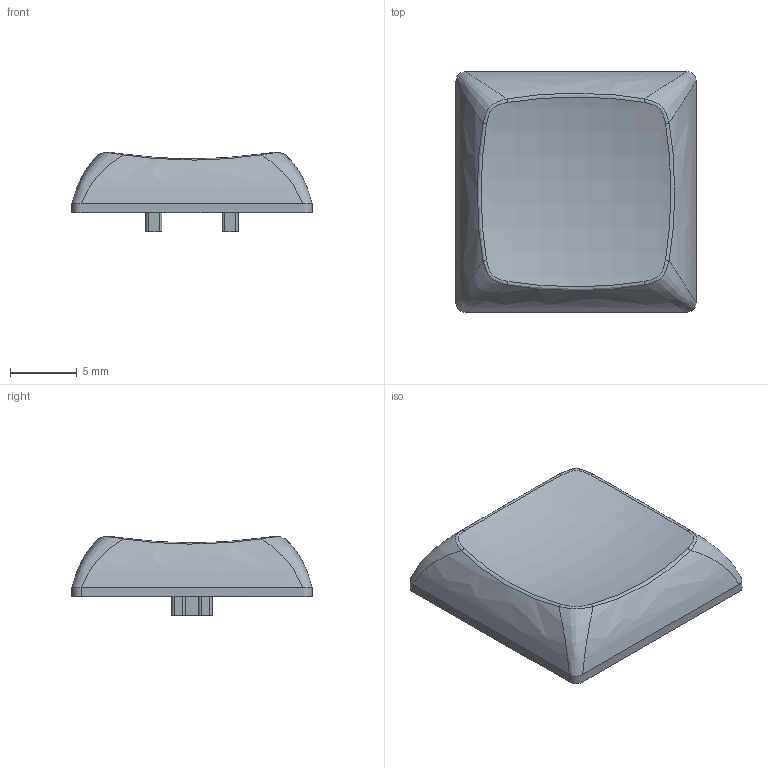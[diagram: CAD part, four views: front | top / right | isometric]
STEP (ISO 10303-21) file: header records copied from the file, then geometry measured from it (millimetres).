
FILE_DESCRIPTION(/* description */ (''),/* implementation_level */ '2;1');
FILE_NAME(/* name */ '100',/* time_stamp */ '2022-08-28T20:03:56+02:00',/* author */ (''),/* organization */ (''),/* preprocessor_version */ 'ST-DEVELOPER v16.5',/* originating_system */ 'Rhino 7.21',/* authorisation */ '');
FILE_SCHEMA (('CONFIG_CONTROL_DESIGN'));
Length unit declared in the file: millimetre
Products named in the file (1): Document
Bounding box: 18 x 18 x 5.94 mm (x, y, z)
Volume: 597.9 mm3; surface area: 1041.6 mm2
Topology: 1 solids, 1 shells, 166 faces, 426 edges, 264 vertices
Faces by surface type: plane 84, cylinder 52, bspline 30
Entity records: 7916 total; most frequent: CARTESIAN_POINT 5095, ORIENTED_EDGE 852, EDGE_CURVE 426, B_SPLINE_CURVE_WITH_KNOTS 267, VERTEX_POINT 264, EDGE_LOOP 168, ADVANCED_FACE 166, FACE_OUTER_BOUND 166
